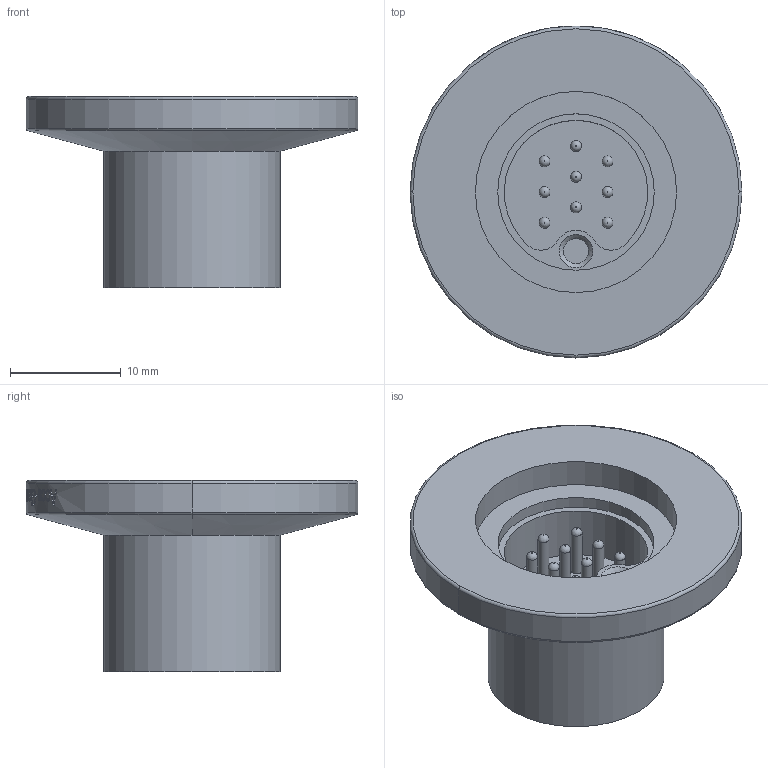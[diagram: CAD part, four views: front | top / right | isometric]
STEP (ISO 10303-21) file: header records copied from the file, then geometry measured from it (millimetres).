
FILE_DESCRIPTION(/* description */ ('Alibre Inc.'),/* implementation_level */ '2;1');
FILE_NAME(/* name */ 'export0',/* time_stamp */ '2009-04-29T13:13:25-07:00',/* author */ (''),/* organization */ (''),/* preprocessor_version */ 'ST-DEVELOPER v10',/* originating_system */ 'Alibre',/* authorisation */ '');
FILE_SCHEMA (('CONFIG_CONTROL_DESIGN'));
Length unit declared in the file: centimetre
Products named in the file (1): ID_1
Bounding box: 29.97 x 29.97 x 17.25 mm (x, y, z)
Volume: 3311.2 mm3; surface area: 3291.7 mm2
Topology: 1 solids, 1 shells, 371 faces, 942 edges, 625 vertices
Faces by surface type: plane 139, bspline 139, cylinder 66, torus 22, cone 4, sphere 1
Full cylindrical faces by diameter (mm): 0.991 x18, 2.261 x2, 14.122 x1, 15.926 x1, 18.161 x1
Entity records: 31208 total; most frequent: CARTESIAN_POINT 23797, ORIENTED_EDGE 1762, DIRECTION 910, EDGE_CURVE 881, VERTEX_POINT 607, B_SPLINE_CURVE_WITH_KNOTS 466, EDGE_LOOP 466, FACE_BOUND 466
